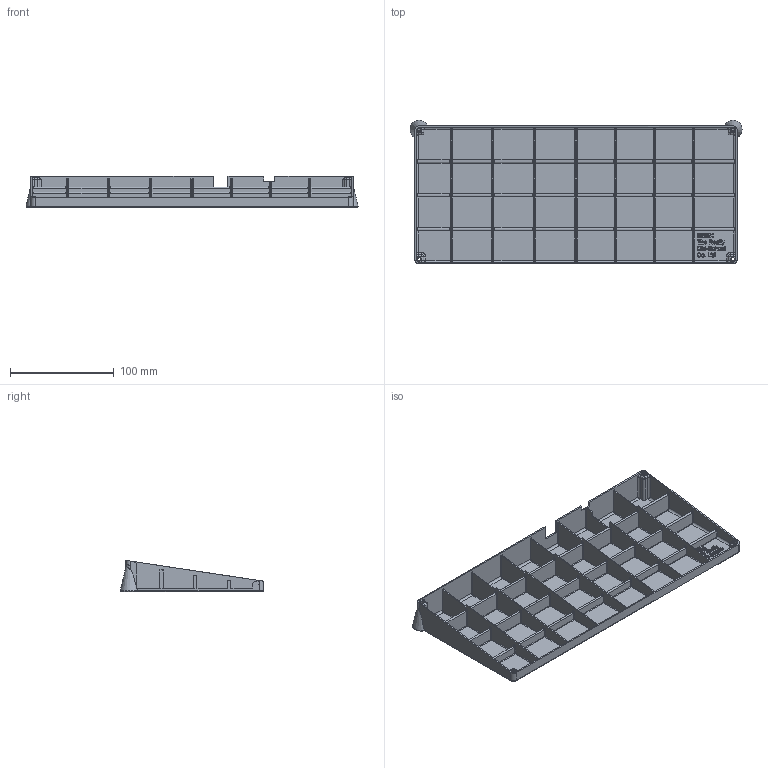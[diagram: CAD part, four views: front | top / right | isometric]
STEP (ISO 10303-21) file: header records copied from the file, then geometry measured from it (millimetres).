
FILE_DESCRIPTION(/* description */ (''),/* implementation_level */ '2;1');
FILE_NAME(/* name */ 'rosco_m68k_keyboard_v24_Base.step',/* time_stamp */ '2024-02-29T20:43:08Z',/* author */ (''),/* organization */ (''),/* preprocessor_version */ 'ST-DEVELOPER v20',/* originating_system */ 'Autodesk Translation Framework v12.20.1.177',/* authorisation */ '');
FILE_SCHEMA (('AUTOMOTIVE_DESIGN { 1 0 10303 214 3 1 1 }'));
Products named in the file (1): Base
Bounding box: 319.46 x 137.88 x 30 mm (x, y, z)
Volume: 116901.5 mm3; surface area: 170332.3 mm2
Topology: 1 solids, 1 shells, 1403 faces, 3527 edges, 2078 vertices
Faces by surface type: bspline 492, cylinder 379, plane 332, torus 102, sphere 92, cone 6
Full cylindrical faces by diameter (mm): 3.2 x4, 5.7 x2, 6 x2
Entity records: 49018 total; most frequent: CARTESIAN_POINT 19062, ORIENTED_EDGE 6862, DIRECTION 5053, EDGE_CURVE 3431, VERTEX_POINT 2078, AXIS2_PLACEMENT_3D 1716, LINE 1621, VECTOR 1621
